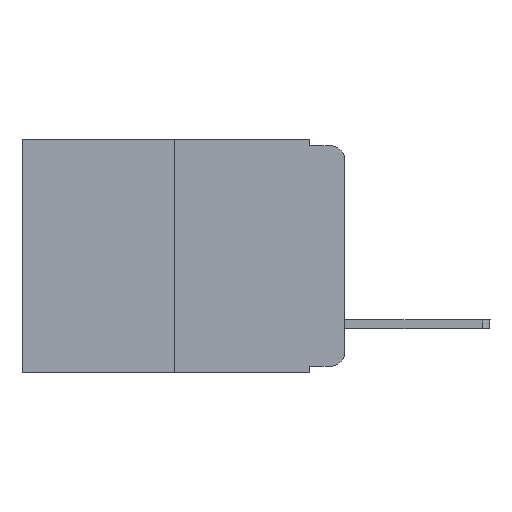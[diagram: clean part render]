
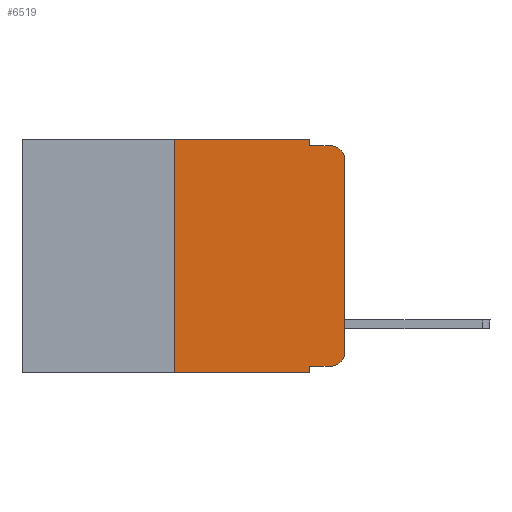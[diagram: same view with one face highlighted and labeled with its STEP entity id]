
A CAD part, left-side view. The second image highlights one B-rep face of the part: STEP entity #6519.
In plain terms, the highlighted planar face has unit normal (-1, 0, 0).
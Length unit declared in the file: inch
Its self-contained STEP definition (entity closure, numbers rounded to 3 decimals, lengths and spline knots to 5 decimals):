
#518 = CARTESIAN_POINT ( 'NONE',  ( 0., 0., -0.03 ) ) ;
#617 = EDGE_CURVE ( 'NONE', #6639, #11073, #20394, .T. ) ;
#726 = EDGE_CURVE ( 'NONE', #8739, #17916, #19420, .T. ) ;
#823 = EDGE_LOOP ( 'NONE', ( #4384, #3017, #16863, #12693, #4586, #18643, #10931, #14919, #10168, #6786 ) ) ;
#889 = CARTESIAN_POINT ( 'NONE',  ( 0., 0.051, 0. ) ) ;
#1184 = VECTOR ( 'NONE', #2630, 39.37008 ) ;
#1320 = EDGE_CURVE ( 'NONE', #15357, #6639, #13325, .T. ) ;
#1617 = VECTOR ( 'NONE', #15860, 39.37008 ) ;
#1620 = AXIS2_PLACEMENT_3D ( 'NONE', #6909, #2552, #14133 ) ;
#1825 = EDGE_CURVE ( 'NONE', #11641, #3336, #10421, .T. ) ;
#2232 = LINE ( 'NONE', #13808, #4180 ) ;
#2379 = EDGE_CURVE ( 'NONE', #12096, #17916, #12213, .T. ) ;
#2402 = DIRECTION ( 'NONE',  ( -1., 0., 0. ) ) ;
#2501 = DIRECTION ( 'NONE',  ( 0., 0., -1. ) ) ;
#2552 = DIRECTION ( 'NONE',  ( -1., 0., 0. ) ) ;
#2630 = DIRECTION ( 'NONE',  ( 0., 0., -1. ) ) ;
#2842 = CARTESIAN_POINT ( 'NONE',  ( 0., 0.051, 0. ) ) ;
#2903 = EDGE_CURVE ( 'NONE', #12096, #15357, #19693, .T. ) ;
#3017 = ORIENTED_EDGE ( 'NONE', *, *, #11413, .T. ) ;
#3336 = VERTEX_POINT ( 'NONE', #518 ) ;
#3454 = DIRECTION ( 'NONE',  ( 0., 0., -1. ) ) ;
#3559 = DIRECTION ( 'NONE',  ( 1., 0., 0. ) ) ;
#3560 = LINE ( 'NONE', #16647, #12533 ) ;
#3576 = CARTESIAN_POINT ( 'NONE',  ( 0., 0.051, 0. ) ) ;
#4010 = CIRCLE ( 'NONE', #1620, 0.02 ) ;
#4035 = CARTESIAN_POINT ( 'NONE',  ( 0., 0.051, -0.01 ) ) ;
#4180 = VECTOR ( 'NONE', #10724, 39.37008 ) ;
#4227 = CARTESIAN_POINT ( 'NONE',  ( 0., 0.051, -0.343 ) ) ;
#4384 = ORIENTED_EDGE ( 'NONE', *, *, #1825, .T. ) ;
#4416 = EDGE_CURVE ( 'NONE', #11073, #15410, #3560, .T. ) ;
#4586 = ORIENTED_EDGE ( 'NONE', *, *, #1320, .F. ) ;
#5197 = VECTOR ( 'NONE', #10105, 39.37008 ) ;
#5835 = CARTESIAN_POINT ( 'NONE',  ( 0., 0.051, -0.333 ) ) ;
#6519 = ADVANCED_FACE ( 'NONE', ( #18229 ), #16749, .F. ) ;
#6639 = VERTEX_POINT ( 'NONE', #889 ) ;
#6786 = ORIENTED_EDGE ( 'NONE', *, *, #9513, .T. ) ;
#6909 = CARTESIAN_POINT ( 'NONE',  ( 0., 0.02, -0.313 ) ) ;
#7059 = CARTESIAN_POINT ( 'NONE',  ( 0., 0.473, 0. ) ) ;
#7116 = AXIS2_PLACEMENT_3D ( 'NONE', #17076, #2402, #2501 ) ;
#8406 = CARTESIAN_POINT ( 'NONE',  ( 0., 0.25, 0. ) ) ;
#8739 = VERTEX_POINT ( 'NONE', #5835 ) ;
#9513 = EDGE_CURVE ( 'NONE', #9584, #11641, #4010, .T. ) ;
#9584 = VERTEX_POINT ( 'NONE', #15644 ) ;
#10030 = DIRECTION ( 'NONE',  ( 0., -1., 0. ) ) ;
#10046 = DIRECTION ( 'NONE',  ( 0., 0., -1. ) ) ;
#10105 = DIRECTION ( 'NONE',  ( 0., 0., 1. ) ) ;
#10168 = ORIENTED_EDGE ( 'NONE', *, *, #17526, .T. ) ;
#10421 = LINE ( 'NONE', #16928, #1617 ) ;
#10724 = DIRECTION ( 'NONE',  ( 0., -1., 0. ) ) ;
#10931 = ORIENTED_EDGE ( 'NONE', *, *, #2379, .T. ) ;
#11073 = VERTEX_POINT ( 'NONE', #4035 ) ;
#11413 = EDGE_CURVE ( 'NONE', #3336, #15410, #18333, .T. ) ;
#11500 = VECTOR ( 'NONE', #16249, 39.37008 ) ;
#11641 = VERTEX_POINT ( 'NONE', #14621 ) ;
#11735 = DIRECTION ( 'NONE',  ( 0., -1., 0. ) ) ;
#12096 = VERTEX_POINT ( 'NONE', #18071 ) ;
#12213 = LINE ( 'NONE', #15937, #11500 ) ;
#12533 = VECTOR ( 'NONE', #10030, 39.37008 ) ;
#12693 = ORIENTED_EDGE ( 'NONE', *, *, #617, .F. ) ;
#13325 = LINE ( 'NONE', #19820, #20215 ) ;
#13404 = VECTOR ( 'NONE', #10046, 39.37008 ) ;
#13808 = CARTESIAN_POINT ( 'NONE',  ( 0., 0.051, -0.333 ) ) ;
#14133 = DIRECTION ( 'NONE',  ( 0., 0., -1. ) ) ;
#14621 = CARTESIAN_POINT ( 'NONE',  ( 0., 0., -0.313 ) ) ;
#14919 = ORIENTED_EDGE ( 'NONE', *, *, #726, .F. ) ;
#15018 = CARTESIAN_POINT ( 'NONE',  ( 0., 0.02, -0.01 ) ) ;
#15028 = AXIS2_PLACEMENT_3D ( 'NONE', #7059, #3559, #3454 ) ;
#15357 = VERTEX_POINT ( 'NONE', #16736 ) ;
#15410 = VERTEX_POINT ( 'NONE', #15018 ) ;
#15644 = CARTESIAN_POINT ( 'NONE',  ( 0., 0.02, -0.333 ) ) ;
#15860 = DIRECTION ( 'NONE',  ( 0., 0., 1. ) ) ;
#15937 = CARTESIAN_POINT ( 'NONE',  ( 0., 0.473, -0.343 ) ) ;
#16249 = DIRECTION ( 'NONE',  ( 0., -1., 0. ) ) ;
#16647 = CARTESIAN_POINT ( 'NONE',  ( 0., 0.051, -0.01 ) ) ;
#16736 = CARTESIAN_POINT ( 'NONE',  ( 0., 0.25, 0. ) ) ;
#16749 = PLANE ( 'NONE',  #15028 ) ;
#16863 = ORIENTED_EDGE ( 'NONE', *, *, #4416, .F. ) ;
#16928 = CARTESIAN_POINT ( 'NONE',  ( 0., 0., 0. ) ) ;
#17076 = CARTESIAN_POINT ( 'NONE',  ( 0., 0.02, -0.03 ) ) ;
#17526 = EDGE_CURVE ( 'NONE', #8739, #9584, #2232, .T. ) ;
#17916 = VERTEX_POINT ( 'NONE', #4227 ) ;
#18071 = CARTESIAN_POINT ( 'NONE',  ( 0., 0.25, -0.343 ) ) ;
#18229 = FACE_OUTER_BOUND ( 'NONE', #823, .T. ) ;
#18333 = CIRCLE ( 'NONE', #7116, 0.02 ) ;
#18643 = ORIENTED_EDGE ( 'NONE', *, *, #2903, .F. ) ;
#19420 = LINE ( 'NONE', #3576, #13404 ) ;
#19693 = LINE ( 'NONE', #8406, #5197 ) ;
#19820 = CARTESIAN_POINT ( 'NONE',  ( 0., 0.473, 0. ) ) ;
#20215 = VECTOR ( 'NONE', #11735, 39.37008 ) ;
#20394 = LINE ( 'NONE', #2842, #1184 ) ;
